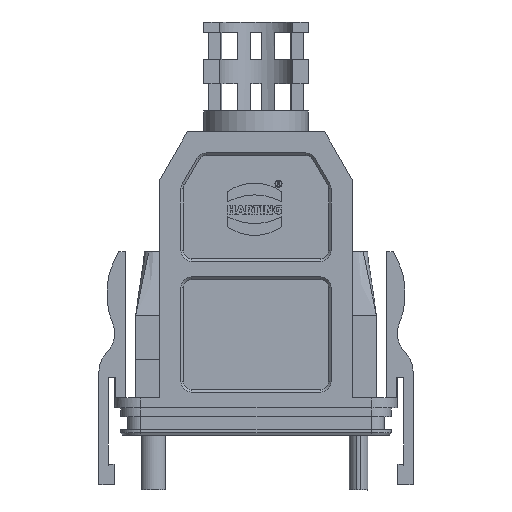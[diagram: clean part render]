
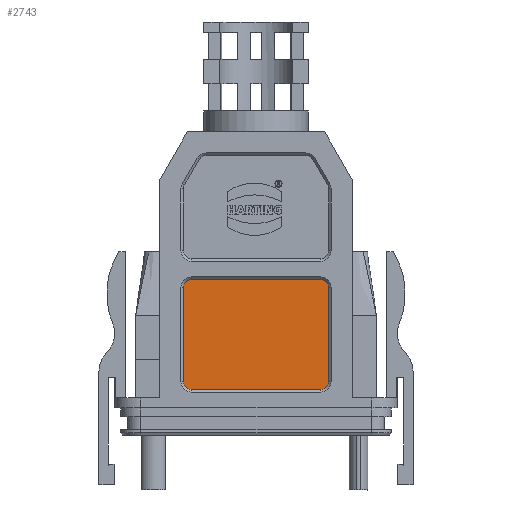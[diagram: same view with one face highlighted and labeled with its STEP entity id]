
A CAD part, front view. The second image highlights one B-rep face of the part: STEP entity #2743.
In plain terms, the highlighted planar face has unit normal (0, -1, 0).
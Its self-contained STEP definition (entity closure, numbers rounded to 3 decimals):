
#2317=FACE_OUTER_BOUND('',#3592,.T.);
#2743=ADVANCED_FACE('',(#2317),#3150,.T.);
#3150=PLANE('',#11539);
#3592=EDGE_LOOP('',(#4504,#4505,#4506,#4507,#4508,#4509,#4510,#4511));
#4504=ORIENTED_EDGE('',*,*,#7490,.T.);
#4505=ORIENTED_EDGE('',*,*,#7488,.T.);
#4506=ORIENTED_EDGE('',*,*,#7486,.T.);
#4507=ORIENTED_EDGE('',*,*,#7484,.T.);
#4508=ORIENTED_EDGE('',*,*,#7491,.T.);
#4509=ORIENTED_EDGE('',*,*,#7477,.T.);
#4510=ORIENTED_EDGE('',*,*,#7480,.T.);
#4511=ORIENTED_EDGE('',*,*,#7482,.T.);
#6633=VERTEX_POINT('',#15326);
#6634=VERTEX_POINT('',#15328);
#6635=VERTEX_POINT('',#15332);
#6636=VERTEX_POINT('',#15336);
#6637=VERTEX_POINT('',#15340);
#6638=VERTEX_POINT('',#15342);
#6639=VERTEX_POINT('',#15346);
#6640=VERTEX_POINT('',#15350);
#7477=EDGE_CURVE('',#6634,#6633,#8513,.T.);
#7480=EDGE_CURVE('',#6633,#6635,#9195,.T.);
#7482=EDGE_CURVE('',#6635,#6636,#8514,.T.);
#7484=EDGE_CURVE('',#6638,#6637,#8515,.T.);
#7486=EDGE_CURVE('',#6639,#6638,#9199,.T.);
#7488=EDGE_CURVE('',#6640,#6639,#8516,.T.);
#7490=EDGE_CURVE('',#6636,#6640,#9202,.T.);
#7491=EDGE_CURVE('',#6637,#6634,#9203,.T.);
#8513=CIRCLE('',#11528,1.5);
#8514=CIRCLE('',#11531,1.5);
#8515=CIRCLE('',#11533,1.5);
#8516=CIRCLE('',#11536,1.5);
#9195=LINE('',#15333,#10157);
#9199=LINE('',#15345,#10161);
#9202=LINE('',#15353,#10164);
#9203=LINE('',#15355,#10165);
#10157=VECTOR('',#12655,1.);
#10161=VECTOR('',#12669,1.);
#10164=VECTOR('',#12678,1.);
#10165=VECTOR('',#12681,1.);
#11528=AXIS2_PLACEMENT_3D('',#15327,#12649,#12650);
#11531=AXIS2_PLACEMENT_3D('',#15337,#12659,#12660);
#11533=AXIS2_PLACEMENT_3D('',#15341,#12664,#12665);
#11536=AXIS2_PLACEMENT_3D('',#15349,#12673,#12674);
#11539=AXIS2_PLACEMENT_3D('',#15356,#12682,#12683);
#12649=DIRECTION('',(0.,-1.,0.));
#12650=DIRECTION('',(0.,0.,1.));
#12655=DIRECTION('',(0.,0.,-1.));
#12659=DIRECTION('',(0.,-1.,0.));
#12660=DIRECTION('',(-1.,0.,0.));
#12664=DIRECTION('',(0.,-1.,0.));
#12665=DIRECTION('',(1.,0.,0.));
#12669=DIRECTION('',(0.,0.,1.));
#12673=DIRECTION('',(0.,-1.,0.));
#12674=DIRECTION('',(0.,0.,-1.));
#12678=DIRECTION('',(1.,0.,0.));
#12681=DIRECTION('',(-1.,0.,0.));
#12682=DIRECTION('',(0.,-1.,0.));
#12683=DIRECTION('',(0.,0.,1.));
#15326=CARTESIAN_POINT('',(-13.85,-10.4,23.));
#15327=CARTESIAN_POINT('',(-12.35,-10.4,23.));
#15328=CARTESIAN_POINT('',(-12.35,-10.4,24.5));
#15332=CARTESIAN_POINT('',(-13.85,-10.4,5.));
#15333=CARTESIAN_POINT('',(-13.85,-10.4,23.));
#15336=CARTESIAN_POINT('',(-12.35,-10.4,3.5));
#15337=CARTESIAN_POINT('',(-12.35,-10.4,5.));
#15340=CARTESIAN_POINT('',(12.35,-10.4,24.5));
#15341=CARTESIAN_POINT('',(12.35,-10.4,23.));
#15342=CARTESIAN_POINT('',(13.85,-10.4,23.));
#15345=CARTESIAN_POINT('',(13.85,-10.4,5.));
#15346=CARTESIAN_POINT('',(13.85,-10.4,5.));
#15349=CARTESIAN_POINT('',(12.35,-10.4,5.));
#15350=CARTESIAN_POINT('',(12.35,-10.4,3.5));
#15353=CARTESIAN_POINT('',(-12.35,-10.4,3.5));
#15355=CARTESIAN_POINT('',(12.35,-10.4,24.5));
#15356=CARTESIAN_POINT('',(14.891,-10.4,2.35));
